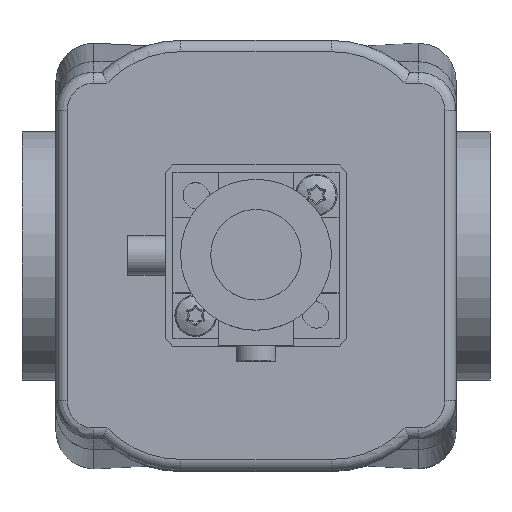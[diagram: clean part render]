
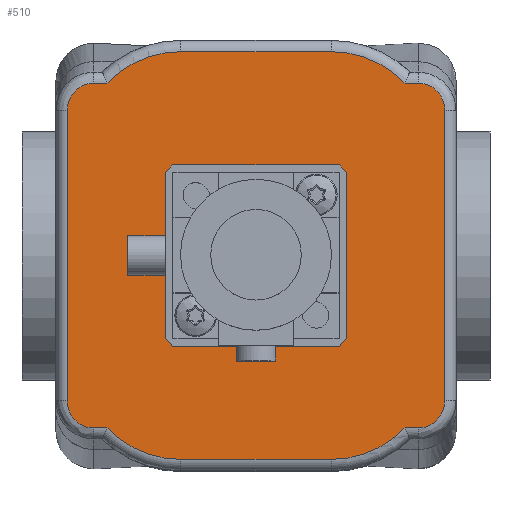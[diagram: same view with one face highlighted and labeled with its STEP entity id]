
A CAD part, top view. The second image highlights one B-rep face of the part: STEP entity #510.
In plain terms, the highlighted planar face has unit normal (0, 0, 1).
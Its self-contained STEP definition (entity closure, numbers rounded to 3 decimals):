
#212=CARTESIAN_POINT('',(-17.0,-2.6,34.0));
#213=VERTEX_POINT('',#212);
#220=CARTESIAN_POINT('',(-12.,-2.6,34.0));
#221=VERTEX_POINT('',#220);
#222=CARTESIAN_POINT('',(-12.,-2.6,34.0));
#223=DIRECTION('',(-1.0,0.0,0.0));
#224=VECTOR('',#223,5.);
#225=LINE('',#222,#224);
#226=EDGE_CURVE('',#221,#213,#225,.T.);
#243=CARTESIAN_POINT('',(-17.0,2.6,34.0));
#244=VERTEX_POINT('',#243);
#252=CARTESIAN_POINT('',(-12.,2.6,34.0));
#253=VERTEX_POINT('',#252);
#260=CARTESIAN_POINT('',(-17.0,2.6,34.0));
#261=DIRECTION('',(1.0,0.0,0.0));
#262=VECTOR('',#261,5.);
#263=LINE('',#260,#262);
#264=EDGE_CURVE('',#244,#253,#263,.T.);
#276=CARTESIAN_POINT('',(-17.0,-2.6,34.0));
#277=DIRECTION('',(0.0,1.0,0.0));
#278=VECTOR('',#277,5.2);
#279=LINE('',#276,#278);
#280=EDGE_CURVE('',#213,#244,#279,.T.);
#286=CARTESIAN_POINT('',(0.,0.,34.0));
#287=DIRECTION('',(0.0,0.0,1.0));
#288=DIRECTION('',(1.0,0.0,0.0));
#289=AXIS2_PLACEMENT_3D('',#286,#287,#288);
#290=PLANE('',#289);
#291=CARTESIAN_POINT('',(-10.0,27.,34.0));
#292=VERTEX_POINT('',#291);
#293=CARTESIAN_POINT('',(10.0,27.,34.0));
#294=VERTEX_POINT('',#293);
#295=CARTESIAN_POINT('',(-10.0,27.,34.0));
#296=DIRECTION('',(1.0,0.0,0.0));
#297=VECTOR('',#296,20.0);
#298=LINE('',#295,#297);
#299=EDGE_CURVE('',#292,#294,#298,.T.);
#300=ORIENTED_EDGE('',*,*,#299,.F.);
#301=CARTESIAN_POINT('',(-19.742,22.845,34.0));
#302=VERTEX_POINT('',#301);
#303=CARTESIAN_POINT('',(-10.,13.5,34.0));
#304=DIRECTION('',(0.0,0.0,-1.0));
#305=DIRECTION('',(-0.387,0.922,0.0));
#306=AXIS2_PLACEMENT_3D('',#303,#304,#305);
#307=CIRCLE('',#306,13.5);
#308=EDGE_CURVE('',#302,#292,#307,.T.);
#309=ORIENTED_EDGE('',*,*,#308,.F.);
#310=CARTESIAN_POINT('',(-21.5,22.845,34.0));
#311=VERTEX_POINT('',#310);
#312=CARTESIAN_POINT('',(-21.5,22.845,34.0));
#313=DIRECTION('',(1.0,0.0,0.0));
#314=VECTOR('',#313,1.758);
#315=LINE('',#312,#314);
#316=EDGE_CURVE('',#311,#302,#315,.T.);
#317=ORIENTED_EDGE('',*,*,#316,.F.);
#318=CARTESIAN_POINT('',(-25.,19.226,34.0));
#319=VERTEX_POINT('',#318);
#320=CARTESIAN_POINT('',(-25.,19.226,34.0));
#321=CARTESIAN_POINT('',(-25.,20.019,34.0));
#322=CARTESIAN_POINT('',(-24.559,21.356,34.));
#323=CARTESIAN_POINT('',(-23.094,22.587,34.));
#324=CARTESIAN_POINT('',(-22.029,22.845,34.0));
#325=CARTESIAN_POINT('',(-21.5,22.845,34.0));
#326=B_SPLINE_CURVE_WITH_KNOTS('',3,(#320,#321,#322,#323,#324,#325),.UNSPECIFIED.,.F.,.U.,(4,1,1,4),(0.,0.238,0.397,0.556),.UNSPECIFIED.);
#327=EDGE_CURVE('',#319,#311,#326,.T.);
#328=ORIENTED_EDGE('',*,*,#327,.F.);
#329=CARTESIAN_POINT('',(-25.,-19.226,34.0));
#330=VERTEX_POINT('',#329);
#331=CARTESIAN_POINT('',(-25.,-19.226,34.0));
#332=DIRECTION('',(0.0,1.0,0.0));
#333=VECTOR('',#332,38.451);
#334=LINE('',#331,#333);
#335=EDGE_CURVE('',#330,#319,#334,.T.);
#336=ORIENTED_EDGE('',*,*,#335,.F.);
#337=CARTESIAN_POINT('',(-21.5,-22.845,34.0));
#338=VERTEX_POINT('',#337);
#339=CARTESIAN_POINT('',(-21.5,-22.845,34.0));
#340=CARTESIAN_POINT('',(-22.295,-22.845,34.0));
#341=CARTESIAN_POINT('',(-24.166,-22.145,34.0));
#342=CARTESIAN_POINT('',(-25.,-20.286,34.0));
#343=CARTESIAN_POINT('',(-25.,-19.226,34.0));
#344=B_SPLINE_CURVE_WITH_KNOTS('',3,(#339,#340,#341,#342,#343),.UNSPECIFIED.,.F.,.U.,(4,1,4),(0.0,0.238,0.556),.UNSPECIFIED.);
#345=EDGE_CURVE('',#338,#330,#344,.T.);
#346=ORIENTED_EDGE('',*,*,#345,.F.);
#347=CARTESIAN_POINT('',(-19.742,-22.845,34.0));
#348=VERTEX_POINT('',#347);
#349=CARTESIAN_POINT('',(-19.742,-22.845,34.0));
#350=DIRECTION('',(-1.0,0.0,0.0));
#351=VECTOR('',#350,1.758);
#352=LINE('',#349,#351);
#353=EDGE_CURVE('',#348,#338,#352,.T.);
#354=ORIENTED_EDGE('',*,*,#353,.F.);
#355=CARTESIAN_POINT('',(-10.0,-27.,34.0));
#356=VERTEX_POINT('',#355);
#357=CARTESIAN_POINT('',(-10.,-13.5,34.0));
#358=DIRECTION('',(0.0,0.0,-1.));
#359=DIRECTION('',(-0.387,-0.922,0.0));
#360=AXIS2_PLACEMENT_3D('',#357,#358,#359);
#361=CIRCLE('',#360,13.5);
#362=EDGE_CURVE('',#356,#348,#361,.T.);
#363=ORIENTED_EDGE('',*,*,#362,.F.);
#364=CARTESIAN_POINT('',(10.0,-27.,34.0));
#365=VERTEX_POINT('',#364);
#366=CARTESIAN_POINT('',(10.0,-27.,34.0));
#367=DIRECTION('',(-1.0,0.0,0.0));
#368=VECTOR('',#367,20.0);
#369=LINE('',#366,#368);
#370=EDGE_CURVE('',#365,#356,#369,.T.);
#371=ORIENTED_EDGE('',*,*,#370,.F.);
#372=CARTESIAN_POINT('',(19.742,-22.845,34.0));
#373=VERTEX_POINT('',#372);
#374=CARTESIAN_POINT('',(10.0,-13.5,34.0));
#375=DIRECTION('',(0.0,0.0,-1.0));
#376=DIRECTION('',(0.387,-0.922,0.0));
#377=AXIS2_PLACEMENT_3D('',#374,#375,#376);
#378=CIRCLE('',#377,13.5);
#379=EDGE_CURVE('',#373,#365,#378,.T.);
#380=ORIENTED_EDGE('',*,*,#379,.F.);
#381=CARTESIAN_POINT('',(21.5,-22.845,34.0));
#382=VERTEX_POINT('',#381);
#383=CARTESIAN_POINT('',(21.5,-22.845,34.0));
#384=DIRECTION('',(-1.0,0.0,0.0));
#385=VECTOR('',#384,1.758);
#386=LINE('',#383,#385);
#387=EDGE_CURVE('',#382,#373,#386,.T.);
#388=ORIENTED_EDGE('',*,*,#387,.F.);
#389=CARTESIAN_POINT('',(25.,-19.226,34.0));
#390=VERTEX_POINT('',#389);
#391=CARTESIAN_POINT('',(25.,-19.226,34.0));
#392=CARTESIAN_POINT('',(25.,-20.021,34.0));
#393=CARTESIAN_POINT('',(24.563,-21.35,34.));
#394=CARTESIAN_POINT('',(23.097,-22.588,34.));
#395=CARTESIAN_POINT('',(22.03,-22.845,34.0));
#396=CARTESIAN_POINT('',(21.5,-22.845,34.0));
#397=B_SPLINE_CURVE_WITH_KNOTS('',3,(#391,#392,#393,#394,#395,#396),.UNSPECIFIED.,.F.,.U.,(4,1,1,4),(0.0,0.238,0.397,0.556),.UNSPECIFIED.);
#398=EDGE_CURVE('',#390,#382,#397,.T.);
#399=ORIENTED_EDGE('',*,*,#398,.F.);
#400=CARTESIAN_POINT('',(25.,19.226,34.0));
#401=VERTEX_POINT('',#400);
#402=CARTESIAN_POINT('',(25.,19.226,34.0));
#403=DIRECTION('',(0.0,-1.0,0.0));
#404=VECTOR('',#403,38.451);
#405=LINE('',#402,#404);
#406=EDGE_CURVE('',#401,#390,#405,.T.);
#407=ORIENTED_EDGE('',*,*,#406,.F.);
#408=CARTESIAN_POINT('',(21.5,22.845,34.0));
#409=VERTEX_POINT('',#408);
#410=CARTESIAN_POINT('',(21.5,22.845,34.0));
#411=CARTESIAN_POINT('',(22.294,22.845,34.0));
#412=CARTESIAN_POINT('',(24.161,22.151,34.0));
#413=CARTESIAN_POINT('',(25.0,20.284,34.0));
#414=CARTESIAN_POINT('',(25.,19.226,34.0));
#415=B_SPLINE_CURVE_WITH_KNOTS('',3,(#410,#411,#412,#413,#414),.UNSPECIFIED.,.F.,.U.,(4,1,4),(0.0,0.238,0.556),.UNSPECIFIED.);
#416=EDGE_CURVE('',#409,#401,#415,.T.);
#417=ORIENTED_EDGE('',*,*,#416,.F.);
#418=CARTESIAN_POINT('',(19.742,22.845,34.0));
#419=VERTEX_POINT('',#418);
#420=CARTESIAN_POINT('',(19.742,22.845,34.0));
#421=DIRECTION('',(1.0,0.0,0.0));
#422=VECTOR('',#421,1.758);
#423=LINE('',#420,#422);
#424=EDGE_CURVE('',#419,#409,#423,.T.);
#425=ORIENTED_EDGE('',*,*,#424,.F.);
#426=CARTESIAN_POINT('',(10.0,13.5,34.0));
#427=DIRECTION('',(0.0,0.0,-1.));
#428=DIRECTION('',(0.387,0.922,0.0));
#429=AXIS2_PLACEMENT_3D('',#426,#427,#428);
#430=CIRCLE('',#429,13.5);
#431=EDGE_CURVE('',#294,#419,#430,.T.);
#432=ORIENTED_EDGE('',*,*,#431,.F.);
#433=EDGE_LOOP('',(#300,#309,#317,#328,#336,#346,#354,#363,#371,#380,#388,#399,#407,#417,#425,#432));
#434=FACE_OUTER_BOUND('',#433,.T.);
#435=ORIENTED_EDGE('',*,*,#226,.T.);
#436=ORIENTED_EDGE('',*,*,#280,.T.);
#437=ORIENTED_EDGE('',*,*,#264,.T.);
#438=CARTESIAN_POINT('',(-12.,11.0,34.0));
#439=VERTEX_POINT('',#438);
#440=CARTESIAN_POINT('',(-12.,2.6,34.0));
#441=DIRECTION('',(0.0,1.0,0.0));
#442=VECTOR('',#441,8.4);
#443=LINE('',#440,#442);
#444=EDGE_CURVE('',#253,#439,#443,.T.);
#445=ORIENTED_EDGE('',*,*,#444,.T.);
#446=CARTESIAN_POINT('',(-11.0,12.,34.0));
#447=VERTEX_POINT('',#446);
#448=CARTESIAN_POINT('',(-12.,11.,34.0));
#449=DIRECTION('',(0.707,0.707,0.0));
#450=VECTOR('',#449,1.414);
#451=LINE('',#448,#450);
#452=EDGE_CURVE('',#439,#447,#451,.T.);
#453=ORIENTED_EDGE('',*,*,#452,.T.);
#454=CARTESIAN_POINT('',(11.0,12.,34.0));
#455=VERTEX_POINT('',#454);
#456=CARTESIAN_POINT('',(-11.,12.,34.0));
#457=DIRECTION('',(1.0,0.0,0.0));
#458=VECTOR('',#457,22.);
#459=LINE('',#456,#458);
#460=EDGE_CURVE('',#447,#455,#459,.T.);
#461=ORIENTED_EDGE('',*,*,#460,.T.);
#462=CARTESIAN_POINT('',(12.,11.0,34.0));
#463=VERTEX_POINT('',#462);
#464=CARTESIAN_POINT('',(11.,12.,34.0));
#465=DIRECTION('',(0.707,-0.707,0.0));
#466=VECTOR('',#465,1.414);
#467=LINE('',#464,#466);
#468=EDGE_CURVE('',#455,#463,#467,.T.);
#469=ORIENTED_EDGE('',*,*,#468,.T.);
#470=CARTESIAN_POINT('',(12.,-11.0,34.0));
#471=VERTEX_POINT('',#470);
#472=CARTESIAN_POINT('',(12.,11.0,34.0));
#473=DIRECTION('',(0.0,-1.0,0.0));
#474=VECTOR('',#473,22.0);
#475=LINE('',#472,#474);
#476=EDGE_CURVE('',#463,#471,#475,.T.);
#477=ORIENTED_EDGE('',*,*,#476,.T.);
#478=CARTESIAN_POINT('',(11.0,-12.,34.0));
#479=VERTEX_POINT('',#478);
#480=CARTESIAN_POINT('',(12.,-11.0,34.0));
#481=DIRECTION('',(-0.707,-0.707,0.0));
#482=VECTOR('',#481,1.414);
#483=LINE('',#480,#482);
#484=EDGE_CURVE('',#471,#479,#483,.T.);
#485=ORIENTED_EDGE('',*,*,#484,.T.);
#486=CARTESIAN_POINT('',(-11.0,-12.,34.0));
#487=VERTEX_POINT('',#486);
#488=CARTESIAN_POINT('',(11.0,-12.,34.0));
#489=DIRECTION('',(-1.0,0.0,0.0));
#490=VECTOR('',#489,22.);
#491=LINE('',#488,#490);
#492=EDGE_CURVE('',#479,#487,#491,.T.);
#493=ORIENTED_EDGE('',*,*,#492,.T.);
#494=CARTESIAN_POINT('',(-12.,-11.0,34.0));
#495=VERTEX_POINT('',#494);
#496=CARTESIAN_POINT('',(-11.,-12.,34.0));
#497=DIRECTION('',(-0.707,0.707,0.0));
#498=VECTOR('',#497,1.414);
#499=LINE('',#496,#498);
#500=EDGE_CURVE('',#487,#495,#499,.T.);
#501=ORIENTED_EDGE('',*,*,#500,.T.);
#502=CARTESIAN_POINT('',(-12.,-11.0,34.0));
#503=DIRECTION('',(0.0,1.0,0.0));
#504=VECTOR('',#503,8.4);
#505=LINE('',#502,#504);
#506=EDGE_CURVE('',#495,#221,#505,.T.);
#507=ORIENTED_EDGE('',*,*,#506,.T.);
#508=EDGE_LOOP('',(#435,#436,#437,#445,#453,#461,#469,#477,#485,#493,#501,#507));
#509=FACE_BOUND('',#508,.T.);
#510=ADVANCED_FACE('',(#434,#509),#290,.T.);
